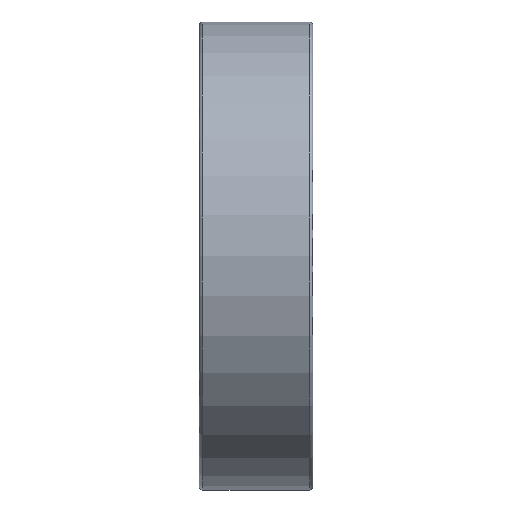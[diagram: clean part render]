
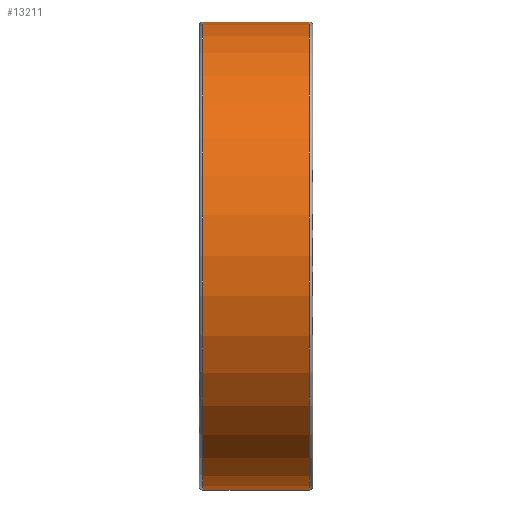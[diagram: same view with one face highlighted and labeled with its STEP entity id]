
A CAD part, top view. The second image highlights one B-rep face of the part: STEP entity #13211.
In plain terms, the highlighted cylindrical face has radius 18.5 mm (diameter 37 mm), a partial arc.
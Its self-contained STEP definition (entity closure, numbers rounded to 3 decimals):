
#3326=CARTESIAN_POINT('',(-4.2,0.,0.));
#3327=DIRECTION('',(1.,0.,0.));
#3328=DIRECTION('',(0.,1.,0.));
#3329=AXIS2_PLACEMENT_3D('',#3326,#3327,#3328);
#3334=CARTESIAN_POINT('',(4.2,0.,0.));
#3335=DIRECTION('',(1.,0.,0.));
#3336=DIRECTION('',(0.,1.,0.));
#3337=AXIS2_PLACEMENT_3D('',#3334,#3335,#3336);
#3350=DIRECTION('',(-1.,0.,0.));
#3351=VECTOR('',#3350,8.4);
#3352=CARTESIAN_POINT('',(4.2,-18.5,0.));
#3353=LINE('',#3352,#3351);
#3365=DIRECTION('',(-1.,0.,0.));
#3366=VECTOR('',#3365,8.4);
#3367=CARTESIAN_POINT('',(4.2,18.5,0.));
#3368=LINE('',#3367,#3366);
#10207=CARTESIAN_POINT('',(-4.2,18.5,0.));
#10208=CARTESIAN_POINT('',(-4.2,-18.5,0.));
#10209=VERTEX_POINT('',#10207);
#10210=VERTEX_POINT('',#10208);
#10211=CARTESIAN_POINT('',(4.2,18.5,0.));
#10212=CARTESIAN_POINT('',(4.2,-18.5,0.));
#10213=VERTEX_POINT('',#10211);
#10214=VERTEX_POINT('',#10212);
#13197=CARTESIAN_POINT('',(-4.95,0.,0.));
#13198=DIRECTION('',(1.,0.,0.));
#13199=DIRECTION('',(0.,-1.,0.));
#13200=AXIS2_PLACEMENT_3D('',#13197,#13198,#13199);
#13201=CYLINDRICAL_SURFACE('',#13200,18.5);
#13202=ORIENTED_EDGE('',*,*,#13187,.F.);
#13204=ORIENTED_EDGE('',*,*,#13203,.F.);
#13206=ORIENTED_EDGE('',*,*,#13205,.T.);
#13208=ORIENTED_EDGE('',*,*,#13207,.T.);
#13209=EDGE_LOOP('',(#13202,#13204,#13206,#13208));
#13210=FACE_OUTER_BOUND('',#13209,.F.);
#3330=CIRCLE('',#3329,18.5);
#3338=CIRCLE('',#3337,18.5);
#13187=EDGE_CURVE('',#10209,#10210,#3330,.T.);
#13203=EDGE_CURVE('',#10213,#10209,#3368,.T.);
#13205=EDGE_CURVE('',#10213,#10214,#3338,.T.);
#13207=EDGE_CURVE('',#10214,#10210,#3353,.T.);
#13211=ADVANCED_FACE('',(#13210),#13201,.T.);
